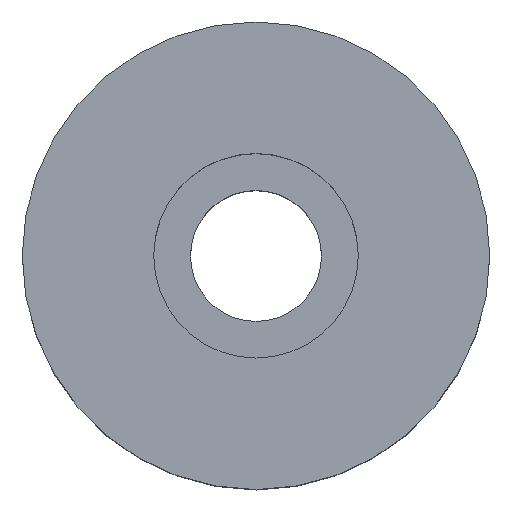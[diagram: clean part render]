
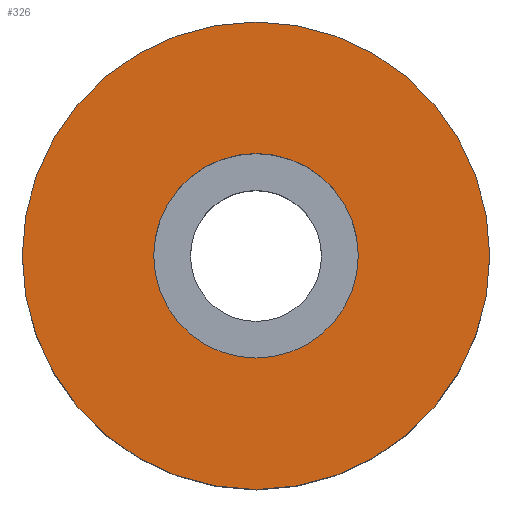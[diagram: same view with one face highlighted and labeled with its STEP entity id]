
A CAD part, top view. The second image highlights one B-rep face of the part: STEP entity #326.
In plain terms, the highlighted planar face has unit normal (0, 0, 1).
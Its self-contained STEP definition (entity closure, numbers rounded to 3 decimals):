
#4 = EDGE_CURVE ( 'NONE', #144, #164, #195, .T. ) ;
#10 = AXIS2_PLACEMENT_3D ( 'NONE', #155, #161, #152 ) ;
#17 = AXIS2_PLACEMENT_3D ( 'NONE', #103, #127, #157 ) ;
#19 = AXIS2_PLACEMENT_3D ( 'NONE', #70, #116, #119 ) ;
#21 = AXIS2_PLACEMENT_3D ( 'NONE', #113, #163, #111 ) ;
#29 = AXIS2_PLACEMENT_3D ( 'NONE', #66, #78, #81 ) ;
#47 = EDGE_CURVE ( 'NONE', #164, #144, #271, .T. ) ;
#57 = EDGE_CURVE ( 'NONE', #162, #156, #199, .T. ) ;
#60 = EDGE_CURVE ( 'NONE', #156, #162, #298, .T. ) ;
#62 = PLANE ( 'NONE',  #29 ) ;
#66 = CARTESIAN_POINT ( 'NONE',  ( 0., 0., 0. ) ) ;
#67 = CARTESIAN_POINT ( 'NONE',  ( 12.7, 0., 0. ) ) ;
#70 = CARTESIAN_POINT ( 'NONE',  ( 0., 0., 0. ) ) ;
#78 = DIRECTION ( 'NONE',  ( 0., 0., 1. ) ) ;
#81 = DIRECTION ( 'NONE',  ( 1., 0., 0. ) ) ;
#95 = CARTESIAN_POINT ( 'NONE',  ( 5.556, 0., 0. ) ) ;
#102 = CARTESIAN_POINT ( 'NONE',  ( -5.556, 0., 0. ) ) ;
#103 = CARTESIAN_POINT ( 'NONE',  ( 0., 0., 0. ) ) ;
#107 = CARTESIAN_POINT ( 'NONE',  ( -12.7, 0., 0. ) ) ;
#111 = DIRECTION ( 'NONE',  ( 1., 0., 0. ) ) ;
#113 = CARTESIAN_POINT ( 'NONE',  ( 0., 0., 0. ) ) ;
#116 = DIRECTION ( 'NONE',  ( 0., 0., 1. ) ) ;
#119 = DIRECTION ( 'NONE',  ( 1., 0., 0. ) ) ;
#127 = DIRECTION ( 'NONE',  ( 0., 0., 1. ) ) ;
#144 = VERTEX_POINT ( 'NONE', #95 ) ;
#152 = DIRECTION ( 'NONE',  ( 1., 0., 0. ) ) ;
#155 = CARTESIAN_POINT ( 'NONE',  ( 0., 0., 0. ) ) ;
#156 = VERTEX_POINT ( 'NONE', #107 ) ;
#157 = DIRECTION ( 'NONE',  ( 1., 0., 0. ) ) ;
#161 = DIRECTION ( 'NONE',  ( 0., 0., 1. ) ) ;
#162 = VERTEX_POINT ( 'NONE', #67 ) ;
#163 = DIRECTION ( 'NONE',  ( 0., 0., 1. ) ) ;
#164 = VERTEX_POINT ( 'NONE', #102 ) ;
#195 = CIRCLE ( 'NONE', #10, 5.556 ) ;
#199 = CIRCLE ( 'NONE', #19, 12.7 ) ;
#227 = ORIENTED_EDGE ( 'NONE', *, *, #47, .F. ) ;
#230 = FACE_OUTER_BOUND ( 'NONE', #300, .T. ) ;
#260 = EDGE_LOOP ( 'NONE', ( #280, #227 ) ) ;
#271 = CIRCLE ( 'NONE', #17, 5.556 ) ;
#280 = ORIENTED_EDGE ( 'NONE', *, *, #4, .F. ) ;
#283 = ORIENTED_EDGE ( 'NONE', *, *, #60, .T. ) ;
#289 = FACE_BOUND ( 'NONE', #260, .T. ) ;
#298 = CIRCLE ( 'NONE', #21, 12.7 ) ;
#300 = EDGE_LOOP ( 'NONE', ( #301, #283 ) ) ;
#301 = ORIENTED_EDGE ( 'NONE', *, *, #57, .T. ) ;
#326 = ADVANCED_FACE ( 'NONE', ( #289, #230 ), #62, .T. ) ;
